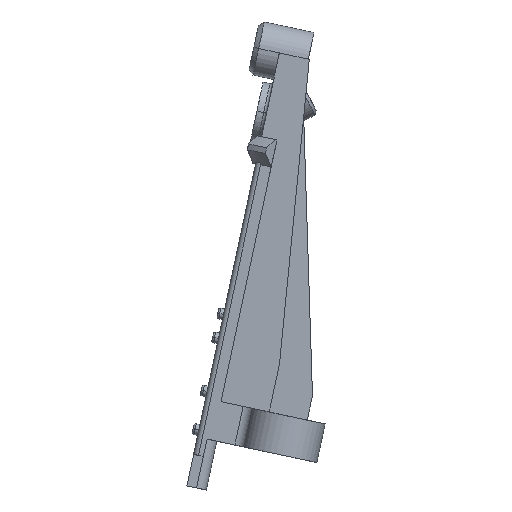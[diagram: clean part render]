
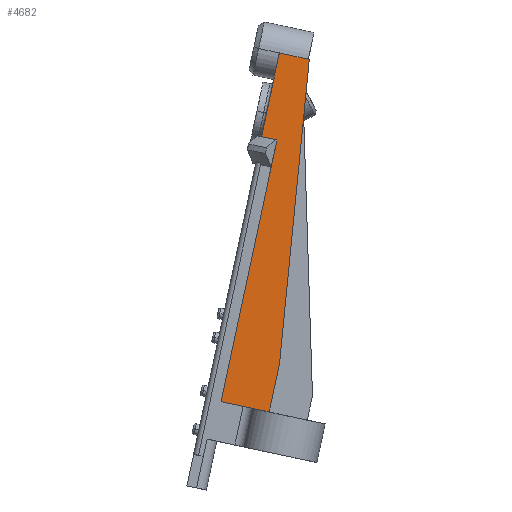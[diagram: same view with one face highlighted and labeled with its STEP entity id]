
A CAD part, front view. The second image highlights one B-rep face of the part: STEP entity #4682.
In plain terms, the highlighted planar face has unit normal (0, -1, 0).
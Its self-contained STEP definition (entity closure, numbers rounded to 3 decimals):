
#969=DIRECTION('',(0.209,0.,0.978));
#970=VECTOR('',#969,19.623);
#971=CARTESIAN_POINT('',(-18.718,-7.25,3.199));
#972=LINE('',#971,#970);
#1113=DIRECTION('',(0.098,0.,0.995));
#1114=VECTOR('',#1113,31.098);
#1115=CARTESIAN_POINT('',(-12.794,-7.25,
6.995));
#1116=LINE('',#1115,#1114);
#1117=DIRECTION('',(0.978,0.,-0.209));
#1118=VECTOR('',#1117,3.);
#1119=CARTESIAN_POINT('',(-12.791,-7.25,
38.592));
#1120=LINE('',#1119,#1118);
#1121=DIRECTION('',(0.978,0.,-0.209));
#1122=VECTOR('',#1121,0.1);
#1123=CARTESIAN_POINT('',(-9.857,-7.25,
37.965));
#1124=LINE('',#1123,#1122);
#1133=DIRECTION('',(-0.209,0.,-0.978));
#1134=VECTOR('',#1133,4.95);
#1135=CARTESIAN_POINT('',(-12.794,-7.25,
6.995));
#1136=LINE('',#1135,#1134);
#1193=DIRECTION('',(0.978,0.,-0.209));
#1194=VECTOR('',#1193,5.);
#1195=CARTESIAN_POINT('',(-18.718,-7.25,
3.199));
#1196=LINE('',#1195,#1194);
#1554=DIRECTION('',(-0.209,0.,-0.978));
#1555=VECTOR('',#1554,16.227);
#1556=CARTESIAN_POINT('',(-12.791,-7.25,
38.592));
#1557=LINE('',#1556,#1555);
#2285=DIRECTION('',(0.978,0.,-0.209));
#2286=VECTOR('',#2285,1.6);
#2287=CARTESIAN_POINT('',(-16.182,-7.25,
22.723));
#2288=LINE('',#2287,#2286);
#2736=CARTESIAN_POINT('',(-16.182,-7.25,
22.723));
#2738=VERTEX_POINT('',#2736);
#2753=CARTESIAN_POINT('',(-12.791,-7.25,
38.592));
#2754=VERTEX_POINT('',#2753);
#3158=CARTESIAN_POINT('',(-9.857,-7.25,
37.965));
#3159=VERTEX_POINT('',#3158);
#3164=CARTESIAN_POINT('',(-18.718,-7.25,
3.199));
#3165=CARTESIAN_POINT('',(-14.617,-7.25,
22.388));
#3166=VERTEX_POINT('',#3164);
#3167=VERTEX_POINT('',#3165);
#3176=CARTESIAN_POINT('',(-13.829,-7.25,
2.154));
#3178=VERTEX_POINT('',#3176);
#3184=CARTESIAN_POINT('',(-12.794,-7.25,
6.995));
#3185=CARTESIAN_POINT('',(-9.759,-7.25,
37.944));
#3186=VERTEX_POINT('',#3184);
#3187=VERTEX_POINT('',#3185);
#4661=CARTESIAN_POINT('',(-11.877,-7.25,
42.868));
#4662=DIRECTION('',(0.,1.,0.));
#4663=DIRECTION('',(-0.209,0.,-0.978));
#4664=AXIS2_PLACEMENT_3D('',#4661,#4662,#4663);
#4665=PLANE('',#4664);
#4666=ORIENTED_EDGE('',*,*,#4651,.F.);
#4668=ORIENTED_EDGE('',*,*,#4667,.T.);
#4670=ORIENTED_EDGE('',*,*,#4669,.F.);
#4671=ORIENTED_EDGE('',*,*,#4483,.T.);
#4673=ORIENTED_EDGE('',*,*,#4672,.F.);
#4675=ORIENTED_EDGE('',*,*,#4674,.F.);
#4677=ORIENTED_EDGE('',*,*,#4676,.T.);
#4679=ORIENTED_EDGE('',*,*,#4678,.T.);
#4680=EDGE_LOOP('',(#4666,#4668,#4670,#4671,#4673,#4675,#4677,#4679));
#4681=FACE_OUTER_BOUND('',#4680,.F.);
#4483=EDGE_CURVE('',#3166,#3167,#972,.T.);
#4651=EDGE_CURVE('',#3186,#3187,#1116,.T.);
#4667=EDGE_CURVE('',#3186,#3178,#1136,.T.);
#4669=EDGE_CURVE('',#3166,#3178,#1196,.T.);
#4672=EDGE_CURVE('',#2738,#3167,#2288,.T.);
#4674=EDGE_CURVE('',#2754,#2738,#1557,.T.);
#4676=EDGE_CURVE('',#2754,#3159,#1120,.T.);
#4678=EDGE_CURVE('',#3159,#3187,#1124,.T.);
#4682=ADVANCED_FACE('',(#4681),#4665,.F.);
